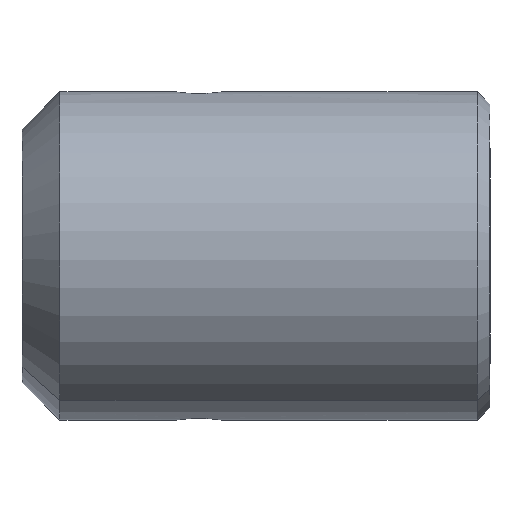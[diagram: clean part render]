
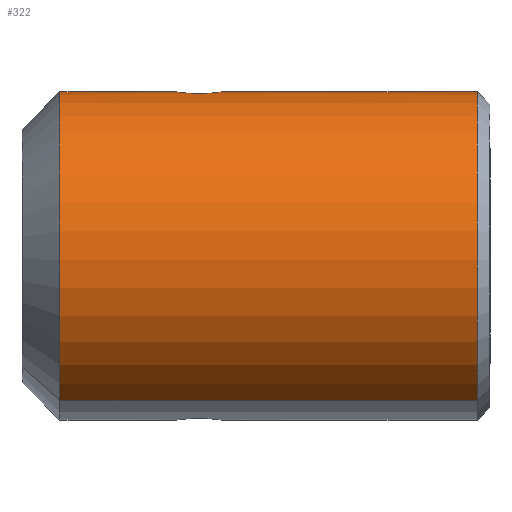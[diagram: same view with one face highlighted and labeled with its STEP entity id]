
A CAD part, left-side view. The second image highlights one B-rep face of the part: STEP entity #322.
In plain terms, the highlighted cylindrical face has radius 13 mm (diameter 26 mm), a partial arc.
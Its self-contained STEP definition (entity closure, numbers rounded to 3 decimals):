
#61=CARTESIAN_POINT('Vertex',(6.233,1.,11.409)) ;
#63=CARTESIAN_POINT('Vertex',(-6.233,1.,-11.409)) ;
#92=CARTESIAN_POINT('Axis2P3D Location',(0.,1.,0.)) ;
#184=CARTESIAN_POINT('Vertex',(6.233,34.,11.409)) ;
#191=CARTESIAN_POINT('Vertex',(-6.233,34.,-11.409)) ;
#211=CARTESIAN_POINT('Axis2P3D Location',(0.,34.,0.)) ;
#265=CARTESIAN_POINT('Axis2P3D Location',(0.,18.5,0.)) ;
#270=CARTESIAN_POINT('Line Origine',(-6.233,17.5,-11.409)) ;
#275=CARTESIAN_POINT('Line Origine',(6.233,17.5,11.409)) ;
#287=CARTESIAN_POINT('Control Point',(2.,23.,12.845)) ;
#288=CARTESIAN_POINT('Control Point',(2.,23.513,12.845)) ;
#289=CARTESIAN_POINT('Control Point',(1.836,24.025,12.871)) ;
#290=CARTESIAN_POINT('Control Point',(1.508,24.465,12.923)) ;
#291=CARTESIAN_POINT('Control Point',(0.843,24.921,12.987)) ;
#292=CARTESIAN_POINT('Control Point',(0.071,25.024,13.004)) ;
#293=CARTESIAN_POINT('Control Point',(-0.191,25.016,13.002)) ;
#294=CARTESIAN_POINT('Control Point',(-0.932,24.872,12.98)) ;
#295=CARTESIAN_POINT('Control Point',(-1.552,24.403,12.916)) ;
#296=CARTESIAN_POINT('Control Point',(-1.851,23.978,12.868)) ;
#297=CARTESIAN_POINT('Control Point',(-2.,23.489,12.845)) ;
#298=CARTESIAN_POINT('Control Point',(-2.,23.,12.845)) ;
#299=CARTESIAN_POINT('Vertex',(2.,23.,12.845)) ;
#301=CARTESIAN_POINT('Vertex',(-2.,23.,12.845)) ;
#305=CARTESIAN_POINT('Control Point',(-2.,23.,12.845)) ;
#306=CARTESIAN_POINT('Control Point',(-2.,22.487,12.845)) ;
#307=CARTESIAN_POINT('Control Point',(-1.836,21.975,12.871)) ;
#308=CARTESIAN_POINT('Control Point',(-1.508,21.535,12.923)) ;
#309=CARTESIAN_POINT('Control Point',(-0.843,21.079,12.987)) ;
#310=CARTESIAN_POINT('Control Point',(-0.071,20.976,13.004)) ;
#311=CARTESIAN_POINT('Control Point',(0.191,20.984,13.002)) ;
#312=CARTESIAN_POINT('Control Point',(0.932,21.128,12.98)) ;
#313=CARTESIAN_POINT('Control Point',(1.552,21.597,12.916)) ;
#314=CARTESIAN_POINT('Control Point',(1.851,22.022,12.868)) ;
#315=CARTESIAN_POINT('Control Point',(2.,22.511,12.845)) ;
#316=CARTESIAN_POINT('Control Point',(2.,23.,12.845)) ;
#93=DIRECTION('Axis2P3D Direction',(0.,1.,0.)) ;
#212=DIRECTION('Axis2P3D Direction',(0.,-1.,-0.)) ;
#266=DIRECTION('Axis2P3D Direction',(0.,1.,0.)) ;
#267=DIRECTION('Axis2P3D XDirection',(0.479,-0.,0.878)) ;
#271=DIRECTION('Vector Direction',(0.,1.,0.)) ;
#276=DIRECTION('Vector Direction',(0.,1.,0.)) ;
#94=AXIS2_PLACEMENT_3D('Circle Axis2P3D',#92,#93,$) ;
#213=AXIS2_PLACEMENT_3D('Circle Axis2P3D',#211,#212,$) ;
#268=AXIS2_PLACEMENT_3D('Cylinder Axis2P3D',#265,#266,#267) ;
#281=ORIENTED_EDGE('',*,*,#215,.F.) ;
#282=ORIENTED_EDGE('',*,*,#274,.T.) ;
#283=ORIENTED_EDGE('',*,*,#96,.T.) ;
#284=ORIENTED_EDGE('',*,*,#279,.F.) ;
#319=ORIENTED_EDGE('',*,*,#303,.F.) ;
#320=ORIENTED_EDGE('',*,*,#317,.F.) ;
#321=FACE_BOUND('',#318,.T.) ;
#272=VECTOR('Line Direction',#271,1.) ;
#277=VECTOR('Line Direction',#276,1.) ;
#322=ADVANCED_FACE('PartBody',(#285,#321),#269,.T.) ;
#286=B_SPLINE_CURVE_WITH_KNOTS('',5,(#287,#288,#289,#290,#291,#292,#293,#294,#295,#296,#297,#298),.UNSPECIFIED.,.F.,.U.,(6,3,3,6),(0.,3.625,5.442,8.899),.UNSPECIFIED.) ;
#304=B_SPLINE_CURVE_WITH_KNOTS('',5,(#305,#306,#307,#308,#309,#310,#311,#312,#313,#314,#315,#316),.UNSPECIFIED.,.F.,.U.,(6,3,3,6),(0.,3.625,5.442,8.899),.UNSPECIFIED.) ;
#95=CIRCLE('generated circle',#94,13.) ;
#214=CIRCLE('generated circle',#213,13.) ;
#269=CYLINDRICAL_SURFACE('generated cylinder',#268,13.) ;
#96=EDGE_CURVE('',#64,#62,#95,.T.) ;
#215=EDGE_CURVE('',#192,#185,#214,.F.) ;
#274=EDGE_CURVE('',#192,#64,#273,.F.) ;
#279=EDGE_CURVE('',#185,#62,#278,.F.) ;
#303=EDGE_CURVE('',#300,#302,#286,.T.) ;
#317=EDGE_CURVE('',#302,#300,#304,.T.) ;
#280=EDGE_LOOP('',(#281,#282,#283,#284)) ;
#318=EDGE_LOOP('',(#319,#320)) ;
#285=FACE_OUTER_BOUND('',#280,.T.) ;
#273=LINE('Line',#270,#272) ;
#278=LINE('Line',#275,#277) ;
#62=VERTEX_POINT('',#61) ;
#64=VERTEX_POINT('',#63) ;
#185=VERTEX_POINT('',#184) ;
#192=VERTEX_POINT('',#191) ;
#300=VERTEX_POINT('',#299) ;
#302=VERTEX_POINT('',#301) ;
